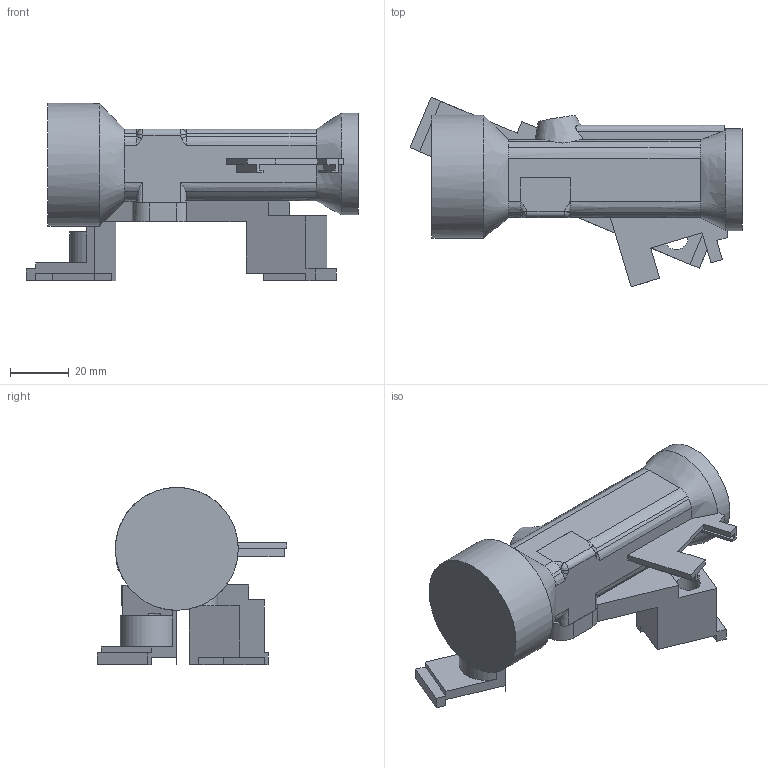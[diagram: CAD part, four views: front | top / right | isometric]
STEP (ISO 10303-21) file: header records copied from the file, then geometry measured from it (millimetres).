
FILE_DESCRIPTION(('STEP AP214'),'1');
FILE_NAME('1.stp','2019-05-31T03:09:14',(' '),(' '),'Spatial InterOp 3D',' ',' ');
FILE_SCHEMA(('automotive_design'));
Length unit declared in the file: millimetre
Products named in the file (1): 1
Bounding box: 112.65 x 64.37 x 60.12 mm (x, y, z)
Volume: 108480.9 mm3; surface area: 22999.1 mm2
Topology: 1 solids, 1 shells, 129 faces, 403 edges, 270 vertices
Faces by surface type: bspline 129
Entity records: 6548 total; most frequent: CARTESIAN_POINT 3717, ORIENTED_EDGE 778, EDGE_CURVE 389, DIRECTION 286, VERTEX_POINT 266, LINE 188, VECTOR 188, EDGE_LOOP 137
